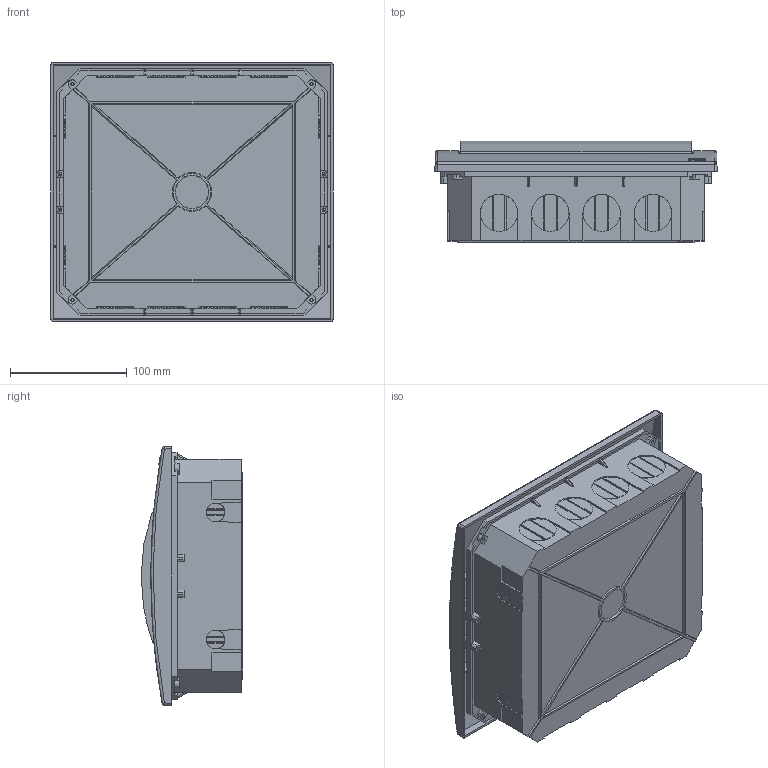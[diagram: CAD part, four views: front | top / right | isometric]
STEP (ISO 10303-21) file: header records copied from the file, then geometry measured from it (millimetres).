
FILE_DESCRIPTION (( 'STEP AP214' ), '1' );
FILE_NAME ('MKP12-V-04-10-41 Êîðïóñ ìîäóëüíûé ïëàñòèêîâûé âñòðàèâàåìûé IP41 ÙÐÂ-Ïê-10 IEK.STEP', '2021-09-10T09:07:51', ( '' ), ( '' ), 'SwSTEP 2.0', 'SolidWorks 2017', '' );
FILE_SCHEMA (( 'AUTOMOTIVE_DESIGN' ));
Length unit declared in the file: millimetre
Products named in the file (1): MKP12-V-04-10-41 Êîðïóñ ìîäóëüíûé ïëàñòèêîâûé âñòðàèâàåìûé IP41 ÙÐÂ-Ïê-10 IEK
Bounding box: 242 x 87.3 x 222 mm (x, y, z)
Volume: 436197.3 mm3; surface area: 460781.2 mm2
Topology: 15 solids, 15 shells, 1561 faces, 4231 edges, 2714 vertices
Faces by surface type: plane 1089, cylinder 312, cone 88, bspline 44, sphere 16, torus 12
Entity records: 68798 total; most frequent: CARTESIAN_POINT 12709, ORIENTED_EDGE 8418, DIRECTION 7609, EDGE_CURVE 4209, LINE 2987, VECTOR 2987, VERTEX_POINT 2714, AXIS2_PLACEMENT_3D 2311
